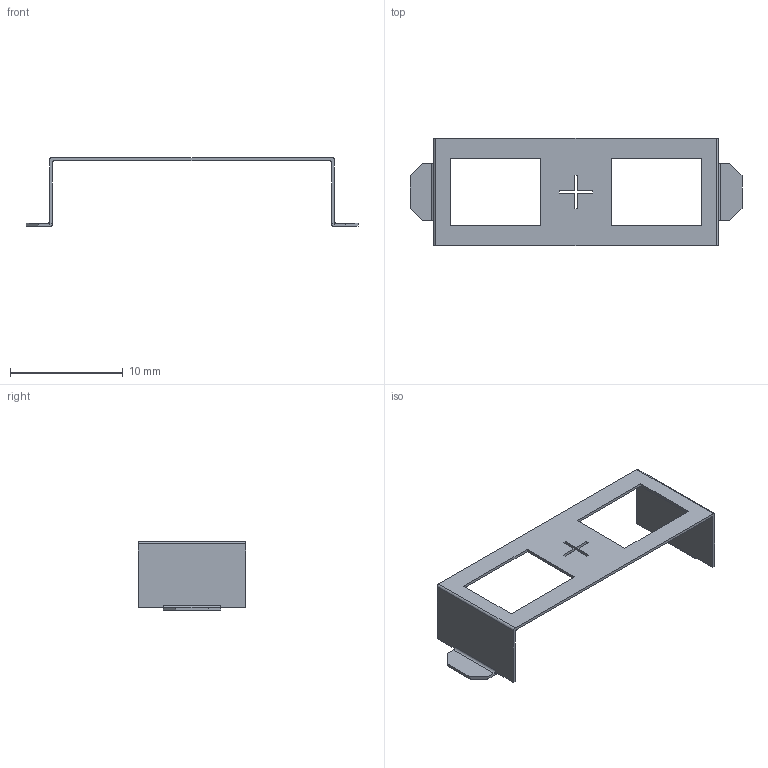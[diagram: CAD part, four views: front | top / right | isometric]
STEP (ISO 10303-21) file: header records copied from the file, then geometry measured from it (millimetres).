
FILE_DESCRIPTION(('FreeCAD Model'),'2;1');
FILE_NAME('BatteryHolder_CR2450_BC-2005.step','2019-12-22T17:58:11',( 'Author'),(''),'Open CASCADE STEP processor 7.3','FreeCAD','Unknown' );
FILE_SCHEMA(('AUTOMOTIVE_DESIGN { 1 0 10303 214 1 1 1 1 }'));
Length unit declared in the file: millimetre
Products named in the file (1): Pocket006
Bounding box: 29.46 x 9.56 x 6.09 mm (x, y, z)
Volume: 68.1 mm3; surface area: 581.4 mm2
Topology: 1 solids, 1 shells, 58 faces, 164 edges, 108 vertices
Faces by surface type: plane 50, cylinder 8
Entity records: 1885 total; most frequent: CARTESIAN_POINT 331, ORIENTED_EDGE 328, DIRECTION 298, EDGE_CURVE 164, LINE 148, VECTOR 148, VERTEX_POINT 108, AXIS2_PLACEMENT_3D 75
